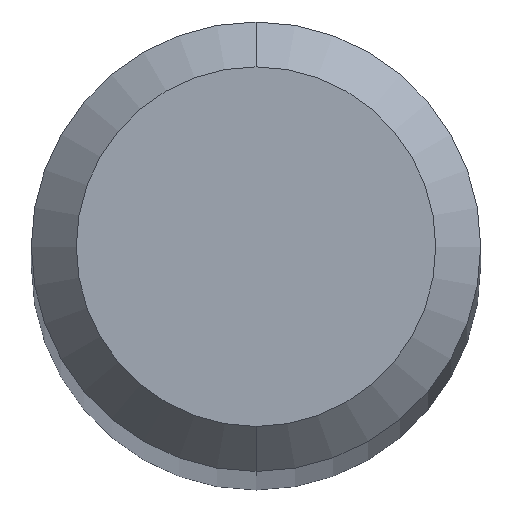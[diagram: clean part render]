
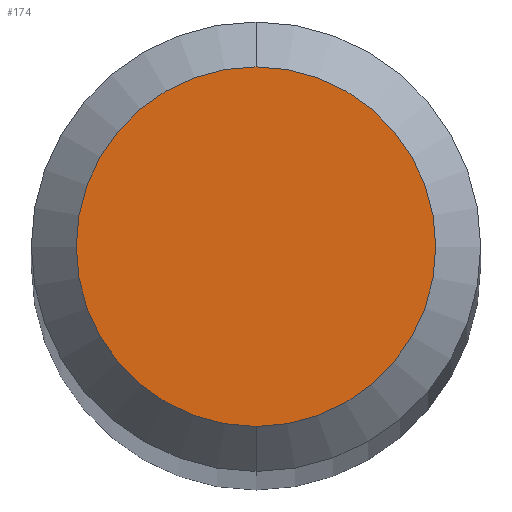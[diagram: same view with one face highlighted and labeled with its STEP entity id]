
A CAD part, top view. The second image highlights one B-rep face of the part: STEP entity #174.
In plain terms, the highlighted planar face has unit normal (0, 0, 1).
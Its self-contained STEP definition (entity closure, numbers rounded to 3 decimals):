
#13 = CARTESIAN_POINT ( 'NONE',  ( 0., 1.473, 0. ) ) ;
#23 = DIRECTION ( 'NONE',  ( 0., 0., 1. ) ) ;
#40 = CARTESIAN_POINT ( 'NONE',  ( 0., 0., 0. ) ) ;
#57 = AXIS2_PLACEMENT_3D ( 'NONE', #40, #108, #213 ) ;
#62 = CARTESIAN_POINT ( 'NONE',  ( 0., 0., 0. ) ) ;
#69 = AXIS2_PLACEMENT_3D ( 'NONE', #13, #72, #107 ) ;
#72 = DIRECTION ( 'NONE',  ( 0., 0., -1. ) ) ;
#74 = VERTEX_POINT ( 'NONE', #78 ) ;
#78 = CARTESIAN_POINT ( 'NONE',  ( 0., -1.179, 0. ) ) ;
#98 = CIRCLE ( 'NONE', #116, 1.179 ) ;
#107 = DIRECTION ( 'NONE',  ( 0., 1., 0. ) ) ;
#108 = DIRECTION ( 'NONE',  ( 0., 0., 1. ) ) ;
#116 = AXIS2_PLACEMENT_3D ( 'NONE', #62, #23, #138 ) ;
#134 = ORIENTED_EDGE ( 'NONE', *, *, #163, .T. ) ;
#138 = DIRECTION ( 'NONE',  ( 0., 1., 0. ) ) ;
#141 = CIRCLE ( 'NONE', #57, 1.179 ) ;
#163 = EDGE_CURVE ( 'NONE', #74, #184, #141, .T. ) ;
#164 = EDGE_LOOP ( 'NONE', ( #191, #134 ) ) ;
#174 = ADVANCED_FACE ( 'NONE', ( #178 ), #194, .F. ) ;
#178 = FACE_OUTER_BOUND ( 'NONE', #164, .T. ) ;
#184 = VERTEX_POINT ( 'NONE', #204 ) ;
#191 = ORIENTED_EDGE ( 'NONE', *, *, #198, .T. ) ;
#194 = PLANE ( 'NONE',  #69 ) ;
#198 = EDGE_CURVE ( 'NONE', #184, #74, #98, .T. ) ;
#204 = CARTESIAN_POINT ( 'NONE',  ( 0., 1.179, 0. ) ) ;
#213 = DIRECTION ( 'NONE',  ( 0., 1., 0. ) ) ;
